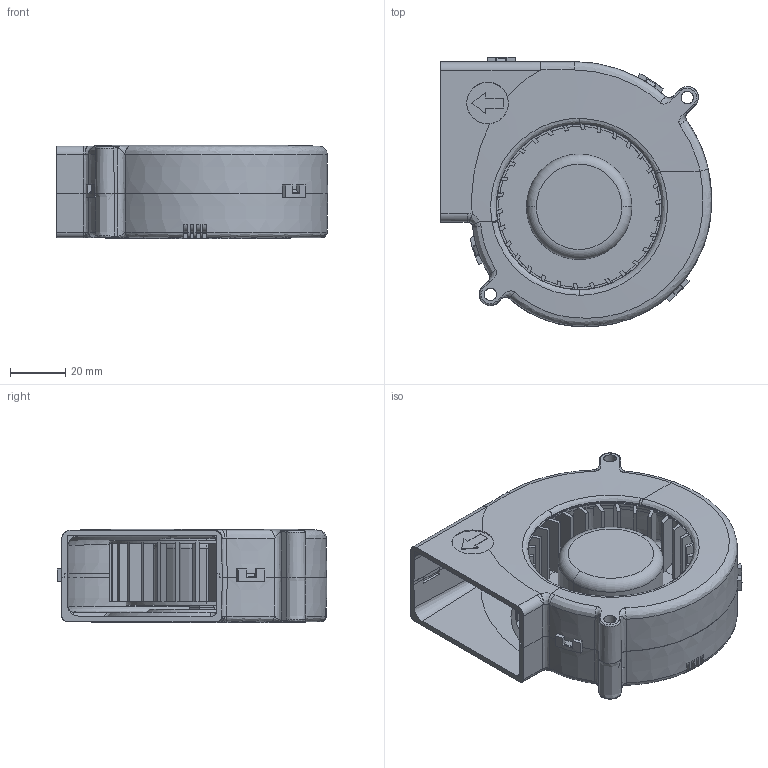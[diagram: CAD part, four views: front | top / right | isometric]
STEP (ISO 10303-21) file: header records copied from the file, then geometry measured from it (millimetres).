
FILE_DESCRIPTION((''),'2;1');
FILE_NAME('ASM_1012HH_CISCO_ASM','2011-06-13T',('DANIEL.CHAO'),(''),'PRO/ENGINEER BY PARAMETRIC TECHNOLOGY CORPORATION, 2006010','PRO/ENGINEER BY PARAMETRIC TECHNOLOGY CORPORATION, 2006010','');
FILE_SCHEMA(('CONFIG_CONTROL_DESIGN'));
Length unit declared in the file: millimetre
Products named in the file (4): 410100820003; 4100039300; IMP_1012HH; ASM_1012HH_CISCO_ASM
Assembly tree (3 placements, depth 2):
  ASM_1012HH_CISCO_ASM
    410100820003
    4100039300
    IMP_1012HH
Bounding box: 97.8 x 97.08 x 33.63 mm (x, y, z)
Volume: 59401.8 mm3; surface area: 78173.7 mm2
Topology: 3 solids, 4 shells, 781 faces, 2247 edges, 1417 vertices
Faces by surface type: plane 405, bspline 167, cylinder 151, extrusion 27, cone 27, torus 4
Entity records: 38926 total; most frequent: CARTESIAN_POINT 19891, ORIENTED_EDGE 4485, DIRECTION 3193, EDGE_CURVE 2247, VERTEX_POINT 1417, VECTOR 1241, LINE 1214, AXIS2_PLACEMENT_3D 976
